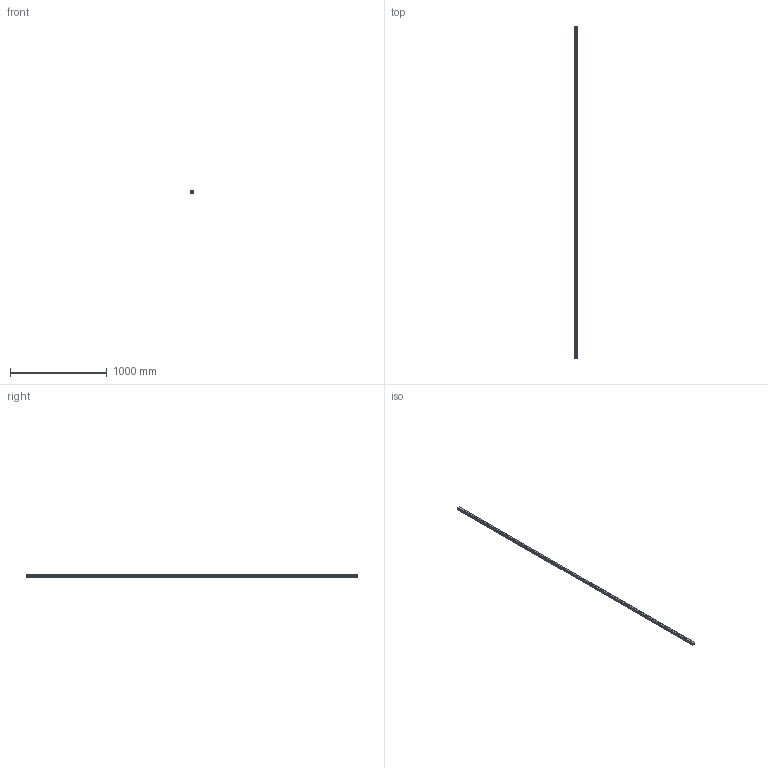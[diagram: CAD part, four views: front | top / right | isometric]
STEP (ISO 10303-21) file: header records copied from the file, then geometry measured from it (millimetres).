
FILE_DESCRIPTION(('STEP AP214'),'1');
FILE_NAME('cctmp_222E29D7-D96F-4531-95E9-457E0869CD74_2021_01_26_15_00_55_0590..stp','2021-01-26T14:00:55',('HIWIN GmbH'),('CADClick - www.CADClick.com'),'Spatial InterOp 3D',' ','unknown authorization');
FILE_SCHEMA(('AUTOMOTIVE_DESIGN'));
Length unit declared in the file: millimetre
Products named in the file (1): HGR30T3430C_FILE
Bounding box: 28 x 3430 x 26 mm (x, y, z)
Volume: 2080680.8 mm3; surface area: 394439.1 mm2
Topology: 1 solids, 1 shells, 287 faces, 757 edges, 433 vertices
Faces by surface type: cylinder 108, plane 93, cone 86
Entity records: 10497 total; most frequent: DIRECTION 1463, CARTESIAN_POINT 1392, ORIENTED_EDGE 1342, EDGE_CURVE 671, AXIS2_PLACEMENT_3D 504, LINE 455, VECTOR 455, VERTEX_POINT 433
